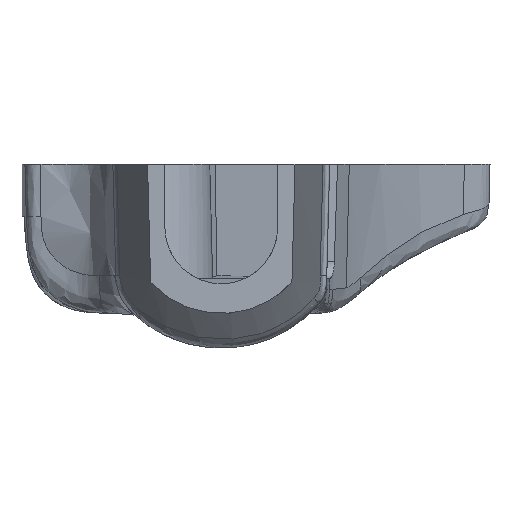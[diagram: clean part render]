
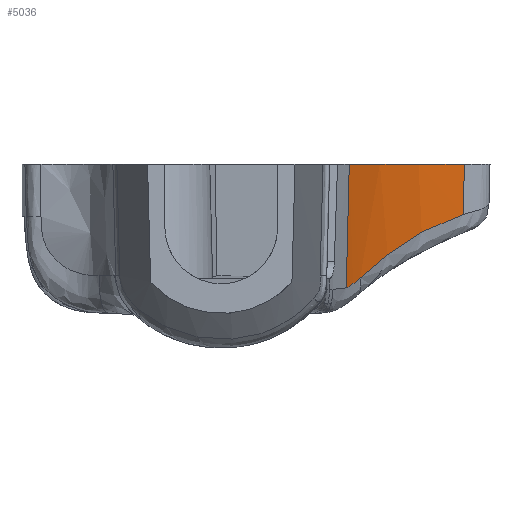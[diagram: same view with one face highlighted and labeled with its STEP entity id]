
A CAD part, front view. The second image highlights one B-rep face of the part: STEP entity #5036.
In plain terms, the highlighted free-form (B-spline) face has degree [1, 3] with [2, 10] control points.
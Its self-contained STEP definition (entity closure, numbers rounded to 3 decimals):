
#12 = CARTESIAN_POINT ( 'NONE',  ( 3.826, 18.389, -7.136 ) ) ;
#13 = ORIENTED_EDGE ( 'NONE', *, *, #600, .F. ) ;
#352 = CARTESIAN_POINT ( 'NONE',  ( 2.584, 15.578, -7.124 ) ) ;
#425 = CARTESIAN_POINT ( 'NONE',  ( 2.649, 15.735, -7.09 ) ) ;
#540 = CARTESIAN_POINT ( 'NONE',  ( 6.866, 22.964, -3.925 ) ) ;
#600 = EDGE_CURVE ( 'NONE', #11223, #12415, #2908, .T. ) ;
#674 = VERTEX_POINT ( 'NONE', #2787 ) ;
#760 = VERTEX_POINT ( 'NONE', #7216 ) ;
#1059 = CARTESIAN_POINT ( 'NONE',  ( 9.192, 25.528, 0. ) ) ;
#1181 = EDGE_LOOP ( 'NONE', ( #1618, #13, #13650, #5361, #1770 ) ) ;
#1273 = CARTESIAN_POINT ( 'NONE',  ( 7.891, 24.379, -7.136 ) ) ;
#1540 = CARTESIAN_POINT ( 'NONE',  ( 3.317, 17.23, -6.563 ) ) ;
#1618 = ORIENTED_EDGE ( 'NONE', *, *, #12977, .F. ) ;
#1725 = CARTESIAN_POINT ( 'NONE',  ( 5.24, 20.664, -4.977 ) ) ;
#1770 = ORIENTED_EDGE ( 'NONE', *, *, #2728, .F. ) ;
#2160 = CARTESIAN_POINT ( 'NONE',  ( 2.695, 15.35, 0. ) ) ;
#2233 = CARTESIAN_POINT ( 'NONE',  ( 3.076, 16.316, 0. ) ) ;
#2388 = CARTESIAN_POINT ( 'NONE',  ( 5.447, 21.166, -7.136 ) ) ;
#2728 = EDGE_CURVE ( 'NONE', #2837, #674, #11791, .T. ) ;
#2770 = CARTESIAN_POINT ( 'NONE',  ( 7.145, 23.318, -3.774 ) ) ;
#2787 = CARTESIAN_POINT ( 'NONE',  ( 2.521, 15.418, -7.136 ) ) ;
#2837 = VERTEX_POINT ( 'NONE', #11886 ) ;
#2842 = CARTESIAN_POINT ( 'NONE',  ( 9.272, 25.721, -2.904 ) ) ;
#2908 = B_SPLINE_CURVE_WITH_KNOTS ( 'NONE', 1,
 ( #5194, #8377 ),
 .UNSPECIFIED., .F., .F.,
 ( 2, 2 ),
 ( 0., 1. ),
 .UNSPECIFIED. ) ;
#3248 = CARTESIAN_POINT ( 'NONE',  ( 4.067, 18.713, -5.901 ) ) ;
#3422 = CARTESIAN_POINT ( 'NONE',  ( 2.695, 15.35, 0. ) ) ;
#3425 = CARTESIAN_POINT ( 'NONE',  ( 5.386, 20.65, 0. ) ) ;
#3437 = CARTESIAN_POINT ( 'NONE',  ( 9.326, 25.668, 0. ) ) ;
#3509 = CARTESIAN_POINT ( 'NONE',  ( 8.033, 24.258, 0. ) ) ;
#3569 = CARTESIAN_POINT ( 'NONE',  ( 3.679, 17.983, -6.246 ) ) ;
#4543 = FACE_OUTER_BOUND ( 'NONE', #1181, .T. ) ;
#5036 = ADVANCED_FACE ( 'NONE', ( #4543 ), #7233, .F. ) ;
#5194 = CARTESIAN_POINT ( 'NONE',  ( 9.326, 25.668, 0. ) ) ;
#5361 = ORIENTED_EDGE ( 'NONE', *, *, #8003, .T. ) ;
#5576 = CARTESIAN_POINT ( 'NONE',  ( 6.361, 22.49, -7.136 ) ) ;
#5643 = CARTESIAN_POINT ( 'NONE',  ( 8.569, 24.869, 0. ) ) ;
#5707 = CARTESIAN_POINT ( 'NONE',  ( 7.903, 24.192, 0. ) ) ;
#6057 = CARTESIAN_POINT ( 'NONE',  ( 3.042, 16.646, -6.804 ) ) ;
#6163 = CARTESIAN_POINT ( 'NONE',  ( 6.057, 21.875, -4.412 ) ) ;
#6781 = CARTESIAN_POINT ( 'NONE',  ( 9.272, 25.721, -2.904 ) ) ;
#6813 = CARTESIAN_POINT ( 'NONE',  ( 5.248, 20.43, 0. ) ) ;
#7090 = CARTESIAN_POINT ( 'NONE',  ( 3.178, 16.94, -6.686 ) ) ;
#7216 = CARTESIAN_POINT ( 'NONE',  ( 2.695, 15.35, 0. ) ) ;
#7233 = B_SPLINE_SURFACE_WITH_KNOTS ( 'NONE', 1, 3, ( 
 ( #3437, #9044, #1059, #5643, #3509, #14507, #10142, #8008, #11111, #11186 ),
 ( #7937, #8834, #8905, #12436, #1273, #5576, #2388, #12, #13397, #9931 ) ),
 .UNSPECIFIED., .F., .F., .F.,
 ( 2, 2 ),
 ( 4, 2, 2, 2, 4 ),
 ( 0.004, 7.143 ),
 ( 65.516, 65.804, 68.212, 73.03, 77.847 ),
 .UNSPECIFIED. ) ;
#7277 = CARTESIAN_POINT ( 'NONE',  ( 6.326, 22.248, -4.242 ) ) ;
#7286 = B_SPLINE_CURVE_WITH_KNOTS ( 'NONE', 3,
 ( #2160, #2233, #13384, #8073, #12568, #6813, #3425, #11171, #12281, #5707, #7997 ),
 .UNSPECIFIED., .F., .F.,
 ( 4, 1, 1, 1, 2, 2, 4 ),
 ( 0., 0.25, 0.375, 0.438, 0.469, 0.5, 1. ),
 .UNSPECIFIED. ) ;
#7937 = CARTESIAN_POINT ( 'NONE',  ( 9.192, 25.797, -7.136 ) ) ;
#7997 = CARTESIAN_POINT ( 'NONE',  ( 9.326, 25.668, 0. ) ) ;
#8003 = EDGE_CURVE ( 'NONE', #760, #674, #13966, .T. ) ;
#8008 = CARTESIAN_POINT ( 'NONE',  ( 3.992, 18.303, 0. ) ) ;
#8073 = CARTESIAN_POINT ( 'NONE',  ( 4.581, 19.32, 0. ) ) ;
#8377 = CARTESIAN_POINT ( 'NONE',  ( 9.272, 25.721, -2.904 ) ) ;
#8465 = CARTESIAN_POINT ( 'NONE',  ( 8.009, 24.368, -3.343 ) ) ;
#8538 = CARTESIAN_POINT ( 'NONE',  ( 4.69, 19.784, -5.394 ) ) ;
#8585 = EDGE_CURVE ( 'NONE', #760, #11223, #7286, .T. ) ;
#8834 = CARTESIAN_POINT ( 'NONE',  ( 9.124, 25.727, -7.136 ) ) ;
#8905 = CARTESIAN_POINT ( 'NONE',  ( 9.057, 25.657, -7.136 ) ) ;
#9044 = CARTESIAN_POINT ( 'NONE',  ( 9.259, 25.598, 0. ) ) ;
#9323 = CARTESIAN_POINT ( 'NONE',  ( 3.317, 17.23, -6.563 ) ) ;
#9931 = CARTESIAN_POINT ( 'NONE',  ( 2.521, 15.418, -7.136 ) ) ;
#10142 = CARTESIAN_POINT ( 'NONE',  ( 5.604, 21.063, 0. ) ) ;
#10480 = CARTESIAN_POINT ( 'NONE',  ( 2.778, 16.043, -7.009 ) ) ;
#10746 = CARTESIAN_POINT ( 'NONE',  ( 4.906, 20.139, -5.225 ) ) ;
#10816 = CARTESIAN_POINT ( 'NONE',  ( 5.695, 21.351, -4.655 ) ) ;
#11111 = CARTESIAN_POINT ( 'NONE',  ( 3.29, 16.859, 0. ) ) ;
#11171 = CARTESIAN_POINT ( 'NONE',  ( 5.457, 20.761, 0. ) ) ;
#11186 = CARTESIAN_POINT ( 'NONE',  ( 2.695, 15.35, 0. ) ) ;
#11223 = VERTEX_POINT ( 'NONE', #12855 ) ;
#11352 = B_SPLINE_CURVE_WITH_KNOTS ( 'NONE', 3,
 ( #2842, #12877, #8465, #2770, #540, #7277, #6163, #10816, #13025, #11845, #1725, #10746, #8538, #3248, #3569, #9323 ),
 .UNSPECIFIED., .F., .F.,
 ( 4, 2, 2, 2, 2, 2, 2, 4 ),
 ( 0., 0.25, 0.375, 0.5, 0.563, 0.625, 0.75, 1. ),
 .UNSPECIFIED. ) ;
#11596 = CARTESIAN_POINT ( 'NONE',  ( 2.844, 16.195, -6.96 ) ) ;
#11791 = B_SPLINE_CURVE_WITH_KNOTS ( 'NONE', 3,
 ( #1540, #7090, #6057, #11596, #10480, #425, #352, #13874 ),
 .UNSPECIFIED., .F., .F.,
 ( 4, 2, 2, 4 ),
 ( 0., 0.5, 0.75, 1. ),
 .UNSPECIFIED. ) ;
#11845 = CARTESIAN_POINT ( 'NONE',  ( 5.352, 20.837, -4.895 ) ) ;
#11886 = CARTESIAN_POINT ( 'NONE',  ( 3.317, 17.23, -6.563 ) ) ;
#12281 = CARTESIAN_POINT ( 'NONE',  ( 6.637, 22.592, 0. ) ) ;
#12415 = VERTEX_POINT ( 'NONE', #6781 ) ;
#12436 = CARTESIAN_POINT ( 'NONE',  ( 8.43, 24.994, -7.136 ) ) ;
#12568 = CARTESIAN_POINT ( 'NONE',  ( 5.043, 20.1, 0. ) ) ;
#12855 = CARTESIAN_POINT ( 'NONE',  ( 9.326, 25.668, 0. ) ) ;
#12877 = CARTESIAN_POINT ( 'NONE',  ( 8.621, 25.053, -3.09 ) ) ;
#12977 = EDGE_CURVE ( 'NONE', #12415, #2837, #11352, .T. ) ;
#13025 = CARTESIAN_POINT ( 'NONE',  ( 5.579, 21.181, -4.734 ) ) ;
#13381 = CARTESIAN_POINT ( 'NONE',  ( 2.521, 15.418, -7.136 ) ) ;
#13384 = CARTESIAN_POINT ( 'NONE',  ( 3.715, 17.731, 0. ) ) ;
#13397 = CARTESIAN_POINT ( 'NONE',  ( 3.119, 16.937, -7.136 ) ) ;
#13650 = ORIENTED_EDGE ( 'NONE', *, *, #8585, .F. ) ;
#13874 = CARTESIAN_POINT ( 'NONE',  ( 2.521, 15.418, -7.136 ) ) ;
#13966 = B_SPLINE_CURVE_WITH_KNOTS ( 'NONE', 1,
 ( #3422, #13381 ),
 .UNSPECIFIED., .F., .F.,
 ( 2, 2 ),
 ( 0., 1. ),
 .UNSPECIFIED. ) ;
#14507 = CARTESIAN_POINT ( 'NONE',  ( 6.512, 22.38, 0. ) ) ;
